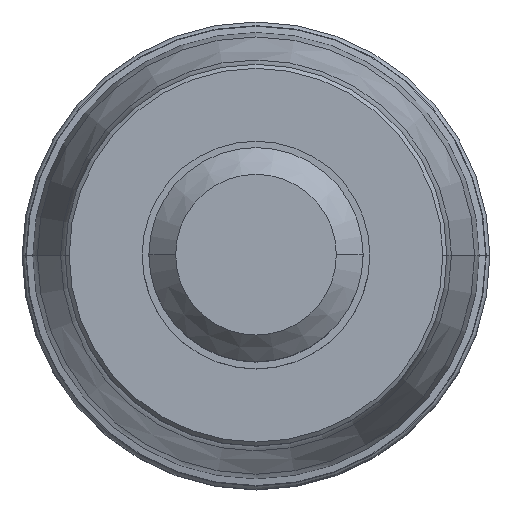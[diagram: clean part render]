
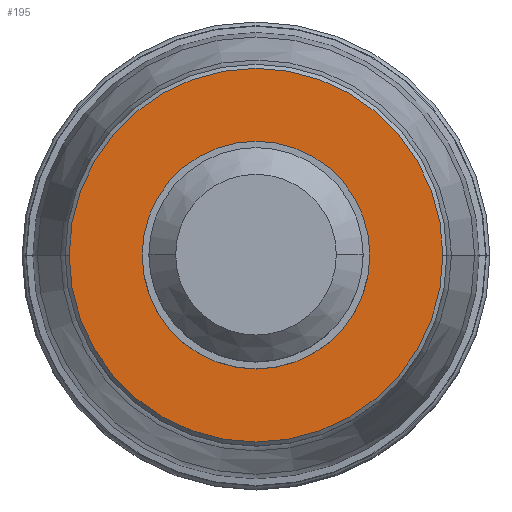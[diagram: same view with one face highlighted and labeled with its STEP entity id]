
A CAD part, top view. The second image highlights one B-rep face of the part: STEP entity #195.
In plain terms, the highlighted planar face has unit normal (0, 0, 1).
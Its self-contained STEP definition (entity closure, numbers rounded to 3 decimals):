
#28=PLANE('',#1611);
#33=FACE_BOUND('',#380,.T.);
#34=FACE_BOUND('',#381,.T.);
#195=ADVANCED_FACE('',(#33,#34),#28,.F.);
#380=EDGE_LOOP('',(#640,#641,#642,#643));
#381=EDGE_LOOP('',(#644,#645));
#640=ORIENTED_EDGE('',*,*,#1024,.T.);
#641=ORIENTED_EDGE('',*,*,#1028,.T.);
#642=ORIENTED_EDGE('',*,*,#1027,.T.);
#643=ORIENTED_EDGE('',*,*,#1025,.T.);
#644=ORIENTED_EDGE('',*,*,#1029,.T.);
#645=ORIENTED_EDGE('',*,*,#1030,.T.);
#863=VERTEX_POINT('',#3309);
#864=VERTEX_POINT('',#3311);
#865=VERTEX_POINT('',#3313);
#866=VERTEX_POINT('',#3317);
#867=VERTEX_POINT('',#3321);
#868=VERTEX_POINT('',#3322);
#1024=EDGE_CURVE('',#864,#863,#1244,.T.);
#1025=EDGE_CURVE('',#865,#864,#1245,.T.);
#1027=EDGE_CURVE('',#866,#865,#1246,.T.);
#1028=EDGE_CURVE('',#863,#866,#1247,.T.);
#1029=EDGE_CURVE('',#867,#868,#1248,.T.);
#1030=EDGE_CURVE('',#868,#867,#1249,.T.);
#1244=CIRCLE('',#1603,13.95);
#1245=CIRCLE('',#1604,13.95);
#1246=CIRCLE('',#1606,13.95);
#1247=CIRCLE('',#1607,13.95);
#1248=CIRCLE('',#1609,8.5);
#1249=CIRCLE('',#1610,8.5);
#1603=AXIS2_PLACEMENT_3D('',#3310,#1954,#1955);
#1604=AXIS2_PLACEMENT_3D('',#3312,#1956,#1957);
#1606=AXIS2_PLACEMENT_3D('',#3316,#1961,#1962);
#1607=AXIS2_PLACEMENT_3D('',#3318,#1963,#1964);
#1609=AXIS2_PLACEMENT_3D('',#3320,#1967,#1968);
#1610=AXIS2_PLACEMENT_3D('',#3323,#1969,#1970);
#1611=AXIS2_PLACEMENT_3D('',#3324,#1971,#1972);
#1954=DIRECTION('',(0.,0.,1.));
#1955=DIRECTION('',(0.,1.,0.));
#1956=DIRECTION('',(0.,0.,1.));
#1957=DIRECTION('',(1.,0.,0.));
#1961=DIRECTION('',(0.,0.,1.));
#1962=DIRECTION('',(0.,-1.,0.));
#1963=DIRECTION('',(0.,0.,1.));
#1964=DIRECTION('',(-1.,0.,0.));
#1967=DIRECTION('',(0.,0.,-1.));
#1968=DIRECTION('',(-1.,0.,0.));
#1969=DIRECTION('',(0.,0.,-1.));
#1970=DIRECTION('',(1.,0.,0.));
#1971=DIRECTION('',(0.,0.,-1.));
#1972=DIRECTION('',(1.,0.,0.));
#3309=CARTESIAN_POINT('',(-13.95,0.,0.));
#3310=CARTESIAN_POINT('',(0.,0.,0.));
#3311=CARTESIAN_POINT('',(0.,13.95,0.));
#3312=CARTESIAN_POINT('',(0.,0.,0.));
#3313=CARTESIAN_POINT('',(13.95,0.,0.));
#3316=CARTESIAN_POINT('',(0.,0.,0.));
#3317=CARTESIAN_POINT('',(0.,-13.95,0.));
#3318=CARTESIAN_POINT('',(0.,0.,0.));
#3320=CARTESIAN_POINT('',(0.,0.,0.));
#3321=CARTESIAN_POINT('',(-8.5,0.,0.));
#3322=CARTESIAN_POINT('',(8.5,0.,0.));
#3323=CARTESIAN_POINT('',(0.,0.,0.));
#3324=CARTESIAN_POINT('',(0.,0.,0.));
